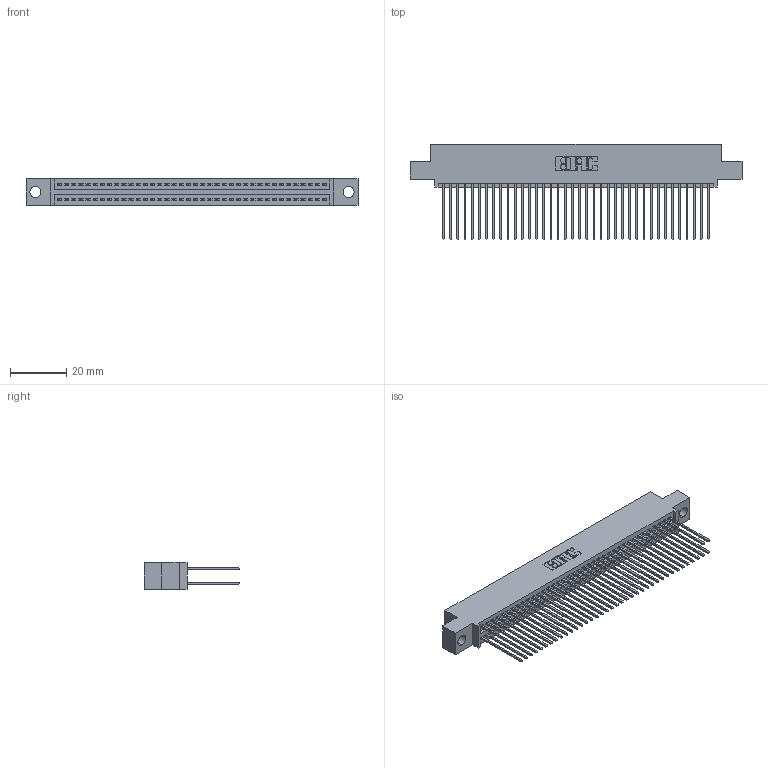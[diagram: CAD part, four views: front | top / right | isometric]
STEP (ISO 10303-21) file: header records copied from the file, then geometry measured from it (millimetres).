
FILE_DESCRIPTION (( 'STEP AP203' ), '1' );
FILE_NAME ('395-076-541-504.STEP', '2018-11-27T21:32:11', ( '' ), ( '' ), 'SwSTEP 2.0', 'SolidWorks 2016', '' );
FILE_SCHEMA (( 'CONFIG_CONTROL_DESIGN' ));
Length unit declared in the file: inch
Products named in the file (3): 395-076-541-504; 345 Part_0.110 Offset - 0.156 Dia-TH; 345-292-001_345-293-141
Assembly tree (77 placements, depth 2):
  395-076-541-504
    345 Part_0.110 Offset - 0.156 Dia-TH
    345-292-001_345-293-141  x76
Bounding box: 117.73 x 33.96 x 9.4 mm (x, y, z)
Volume: 11674 mm3; surface area: 19136.3 mm2
Topology: 77 solids, 77 shells, 3930 faces, 11677 edges, 7682 vertices
Faces by surface type: plane 2592, cylinder 1338
Entity records: 30507 total; most frequent: CARTESIAN_POINT 5120, ORIENTED_EDGE 5054, DIRECTION 4519, EDGE_CURVE 2527, VECTOR 2243, LINE 2243, VERTEX_POINT 1682, AXIS2_PLACEMENT_3D 1138
